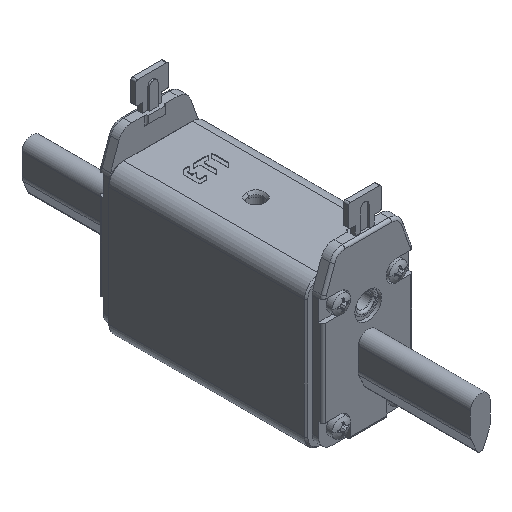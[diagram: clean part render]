
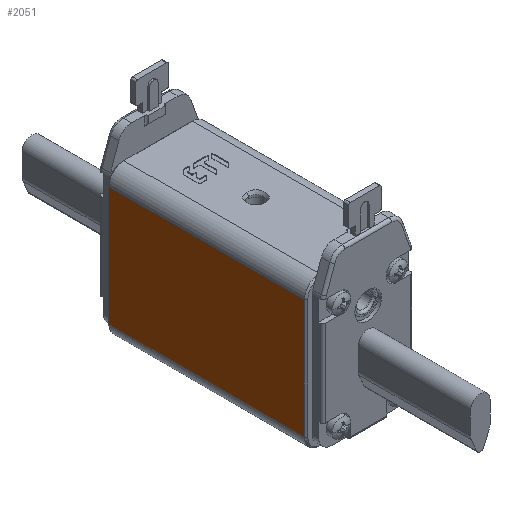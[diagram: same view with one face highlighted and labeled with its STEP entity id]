
A CAD part, isometric view. The second image highlights one B-rep face of the part: STEP entity #2051.
In plain terms, the highlighted face is planar.
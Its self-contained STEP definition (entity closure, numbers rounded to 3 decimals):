
#143=DIRECTION('',(1.,0.,0.));
#144=VECTOR('',#143,58.5);
#145=CARTESIAN_POINT('',(-29.25,17.8,-14.75));
#146=LINE('',#145,#144);
#570=DIRECTION('',(0.,1.,0.));
#571=VECTOR('',#570,35.6);
#572=CARTESIAN_POINT('',(29.25,-17.8,-14.75));
#573=LINE('',#572,#571);
#628=DIRECTION('',(-1.,0.,0.));
#629=VECTOR('',#628,58.5);
#630=CARTESIAN_POINT('',(29.25,-17.8,-14.75));
#631=LINE('',#630,#629);
#716=DIRECTION('',(0.,-1.,0.));
#717=VECTOR('',#716,35.6);
#718=CARTESIAN_POINT('',(-29.25,17.8,-14.75));
#719=LINE('',#718,#717);
#1776=CARTESIAN_POINT('',(29.25,17.8,-14.75));
#1777=VERTEX_POINT('',#1776);
#1780=CARTESIAN_POINT('',(29.25,-17.8,-14.75));
#1781=VERTEX_POINT('',#1780);
#1808=CARTESIAN_POINT('',(-29.25,17.8,-14.75));
#1809=VERTEX_POINT('',#1808);
#1812=CARTESIAN_POINT('',(-29.25,-17.8,-14.75));
#1813=VERTEX_POINT('',#1812);
#2036=CARTESIAN_POINT('',(0.,0.,-14.75));
#2037=DIRECTION('',(0.,0.,1.));
#2038=DIRECTION('',(1.,0.,0.));
#2039=AXIS2_PLACEMENT_3D('',#2036,#2037,#2038);
#2040=PLANE('',#2039);
#2042=ORIENTED_EDGE('',*,*,#2041,.F.);
#2044=ORIENTED_EDGE('',*,*,#2043,.T.);
#2046=ORIENTED_EDGE('',*,*,#2045,.F.);
#2048=ORIENTED_EDGE('',*,*,#2047,.T.);
#2049=EDGE_LOOP('',(#2042,#2044,#2046,#2048));
#2050=FACE_OUTER_BOUND('',#2049,.F.);
#2041=EDGE_CURVE('',#1809,#1777,#146,.T.);
#2043=EDGE_CURVE('',#1809,#1813,#719,.T.);
#2045=EDGE_CURVE('',#1781,#1813,#631,.T.);
#2047=EDGE_CURVE('',#1781,#1777,#573,.T.);
#2051=ADVANCED_FACE('',(#2050),#2040,.F.);
